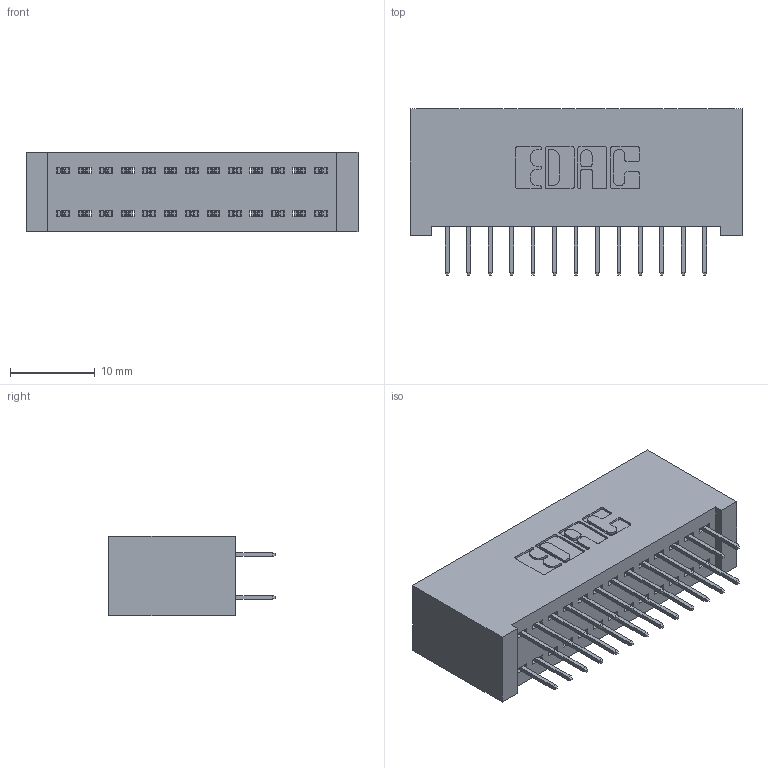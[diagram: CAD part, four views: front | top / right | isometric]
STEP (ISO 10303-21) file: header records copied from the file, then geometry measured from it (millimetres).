
FILE_DESCRIPTION (( 'STEP AP203' ), '1' );
FILE_NAME ('392-026-524-201.STEP', '2019-10-07T11:16:39', ( '' ), ( '' ), 'SwSTEP 2.0', 'SolidWorks 2016', '' );
FILE_SCHEMA (( 'CONFIG_CONTROL_DESIGN' ));
Length unit declared in the file: inch
Products named in the file (3): 342 Part_Lugless; 345-292-001_345-293-124; 392-026-524-201
Assembly tree (27 placements, depth 2):
  392-026-524-201
    342 Part_Lugless
    345-292-001_345-293-124  x26
Bounding box: 39.27 x 19.69 x 9.4 mm (x, y, z)
Volume: 3791.2 mm3; surface area: 5800.4 mm2
Topology: 27 solids, 27 shells, 1558 faces, 4409 edges, 2834 vertices
Faces by surface type: plane 1154, cylinder 404
Entity records: 11779 total; most frequent: CARTESIAN_POINT 1982, ORIENTED_EDGE 1918, DIRECTION 1739, EDGE_CURVE 959, LINE 843, VECTOR 843, VERTEX_POINT 634, AXIS2_PLACEMENT_3D 448
